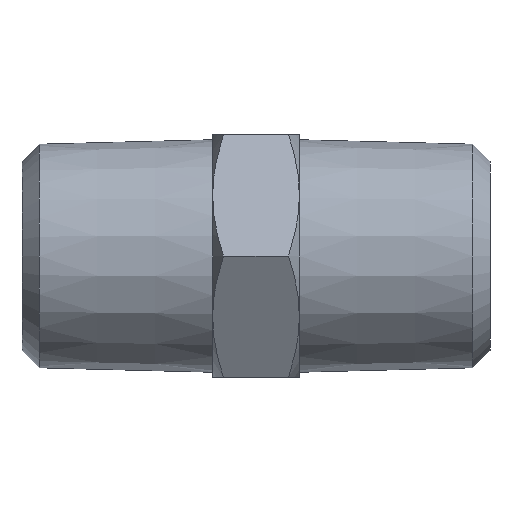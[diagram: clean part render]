
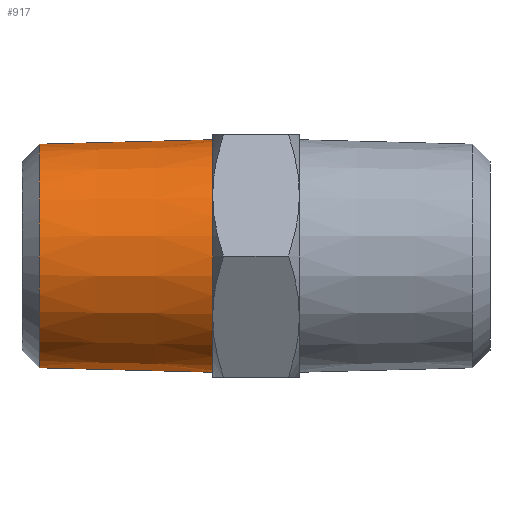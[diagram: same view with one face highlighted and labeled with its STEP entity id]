
A CAD part, left-side view. The second image highlights one B-rep face of the part: STEP entity #917.
In plain terms, the highlighted conical face has half-angle 1.47 degrees and reference radius 6.707 mm.
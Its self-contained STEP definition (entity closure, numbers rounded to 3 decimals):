
#17 = LINE ( 'NONE', #28, #26 ) ;
#20 = VECTOR ( 'NONE', #23, 1000. ) ;
#23 = DIRECTION ( 'NONE',  ( 0., -1., -0.026 ) ) ;
#24 = DIRECTION ( 'NONE',  ( 0., -1., 0.026 ) ) ;
#26 = VECTOR ( 'NONE', #24, 1000. ) ;
#28 = CARTESIAN_POINT ( 'NONE',  ( 0., 2.5, 6.707 ) ) ;
#33 = DIRECTION ( 'NONE',  ( 0., -1., 0. ) ) ;
#34 = CARTESIAN_POINT ( 'NONE',  ( 0., 2.5, 0. ) ) ;
#44 = DIRECTION ( 'NONE',  ( 0., 0., -1. ) ) ;
#102 = CARTESIAN_POINT ( 'NONE',  ( 0., 12.5, 6.45 ) ) ;
#121 = CARTESIAN_POINT ( 'NONE',  ( 0., 12.5, -6.45 ) ) ;
#134 = CARTESIAN_POINT ( 'NONE',  ( 0., 2.5, -6.707 ) ) ;
#135 = LINE ( 'NONE', #134, #20 ) ;
#188 = CARTESIAN_POINT ( 'NONE',  ( 0., 2.5, -6.707 ) ) ;
#194 = AXIS2_PLACEMENT_3D ( 'NONE', #34, #33, #44 ) ;
#195 = CIRCLE ( 'NONE', #194, 6.707 ) ;
#197 = CARTESIAN_POINT ( 'NONE',  ( 0., 12.5, 0. ) ) ;
#198 = AXIS2_PLACEMENT_3D ( 'NONE', #197, #202, #199 ) ;
#199 = DIRECTION ( 'NONE',  ( 0., 0., -1. ) ) ;
#200 = CARTESIAN_POINT ( 'NONE',  ( 0., 2.5, 6.707 ) ) ;
#202 = DIRECTION ( 'NONE',  ( 0., -1., 0. ) ) ;
#204 = CIRCLE ( 'NONE', #198, 6.45 ) ;
#205 = DIRECTION ( 'NONE',  ( 0., -1., 0. ) ) ;
#206 = CARTESIAN_POINT ( 'NONE',  ( 0., 2.5, 0. ) ) ;
#207 = FACE_OUTER_BOUND ( 'NONE', #904, .T. ) ;
#208 = CONICAL_SURFACE ( 'NONE', #209, 6.707, 0.026 ) ;
#209 = AXIS2_PLACEMENT_3D ( 'NONE', #206, #205, #210 ) ;
#210 = DIRECTION ( 'NONE',  ( 0., 0., 1. ) ) ;
#874 = VERTEX_POINT ( 'NONE', #102 ) ;
#875 = EDGE_CURVE ( 'NONE', #874, #905, #17, .T. ) ;
#891 = VERTEX_POINT ( 'NONE', #121 ) ;
#892 = ORIENTED_EDGE ( 'NONE', *, *, #912, .F. ) ;
#898 = EDGE_CURVE ( 'NONE', #891, #899, #135, .T. ) ;
#899 = VERTEX_POINT ( 'NONE', #188 ) ;
#904 = EDGE_LOOP ( 'NONE', ( #918, #907, #892, #906 ) ) ;
#905 = VERTEX_POINT ( 'NONE', #200 ) ;
#906 = ORIENTED_EDGE ( 'NONE', *, *, #875, .F. ) ;
#907 = ORIENTED_EDGE ( 'NONE', *, *, #898, .T. ) ;
#908 = EDGE_CURVE ( 'NONE', #874, #891, #204, .T. ) ;
#912 = EDGE_CURVE ( 'NONE', #905, #899, #195, .T. ) ;
#917 = ADVANCED_FACE ( 'NONE', ( #207 ), #208, .T. ) ;
#918 = ORIENTED_EDGE ( 'NONE', *, *, #908, .T. ) ;
